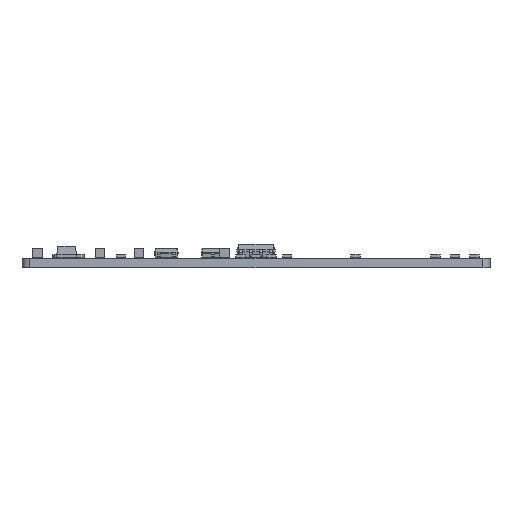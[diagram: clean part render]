
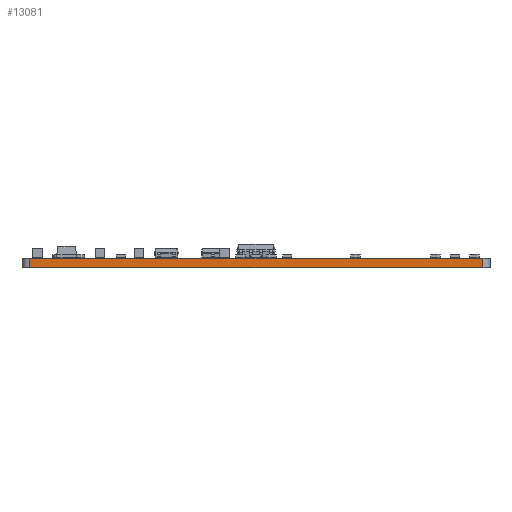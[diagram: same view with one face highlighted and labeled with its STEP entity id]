
A CAD part, left-side view. The second image highlights one B-rep face of the part: STEP entity #13081.
In plain terms, the highlighted planar face has unit normal (-1, 0, 0).
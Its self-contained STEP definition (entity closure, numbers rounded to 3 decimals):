
#11255 = VERTEX_POINT('',#11256);
#11256 = CARTESIAN_POINT('',(150.,-41.,0.));
#11263 = EDGE_CURVE('',#11264,#11255,#11266,.T.);
#11264 = VERTEX_POINT('',#11265);
#11265 = CARTESIAN_POINT('',(150.,-99.,0.));
#11266 = LINE('',#11267,#11268);
#11267 = CARTESIAN_POINT('',(150.,-99.,0.));
#11268 = VECTOR('',#11269,1.);
#11269 = DIRECTION('',(0.,1.,0.));
#11776 = VERTEX_POINT('',#11777);
#11777 = CARTESIAN_POINT('',(150.,-41.,1.2));
#11784 = EDGE_CURVE('',#11785,#11776,#11787,.T.);
#11785 = VERTEX_POINT('',#11786);
#11786 = CARTESIAN_POINT('',(150.,-99.,1.2));
#11787 = LINE('',#11788,#11789);
#11788 = CARTESIAN_POINT('',(150.,-99.,1.2));
#11789 = VECTOR('',#11790,1.);
#11790 = DIRECTION('',(0.,1.,0.));
#13070 = EDGE_CURVE('',#11264,#11785,#13071,.T.);
#13071 = LINE('',#13072,#13073);
#13072 = CARTESIAN_POINT('',(150.,-99.,0.));
#13073 = VECTOR('',#13074,1.);
#13074 = DIRECTION('',(0.,0.,1.));
#13081 = ADVANCED_FACE('',(#13082),#13093,.T.);
#13082 = FACE_BOUND('',#13083,.T.);
#13083 = EDGE_LOOP('',(#13084,#13085,#13086,#13092));
#13084 = ORIENTED_EDGE('',*,*,#13070,.T.);
#13085 = ORIENTED_EDGE('',*,*,#11784,.T.);
#13086 = ORIENTED_EDGE('',*,*,#13087,.F.);
#13087 = EDGE_CURVE('',#11255,#11776,#13088,.T.);
#13088 = LINE('',#13089,#13090);
#13089 = CARTESIAN_POINT('',(150.,-41.,0.));
#13090 = VECTOR('',#13091,1.);
#13091 = DIRECTION('',(0.,0.,1.));
#13092 = ORIENTED_EDGE('',*,*,#11263,.F.);
#13093 = PLANE('',#13094);
#13094 = AXIS2_PLACEMENT_3D('',#13095,#13096,#13097);
#13095 = CARTESIAN_POINT('',(150.,-99.,0.));
#13096 = DIRECTION('',(-1.,0.,0.));
#13097 = DIRECTION('',(0.,1.,0.));
